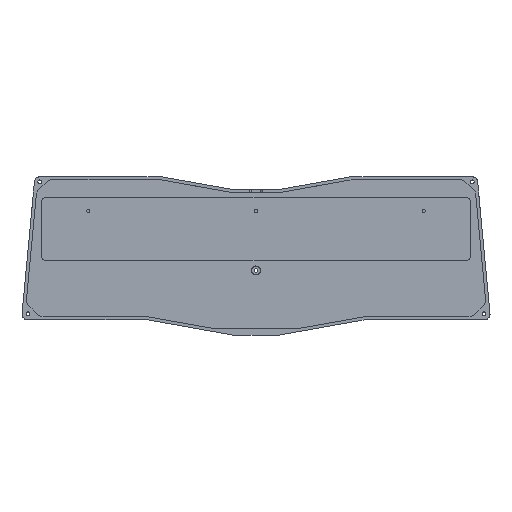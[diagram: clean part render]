
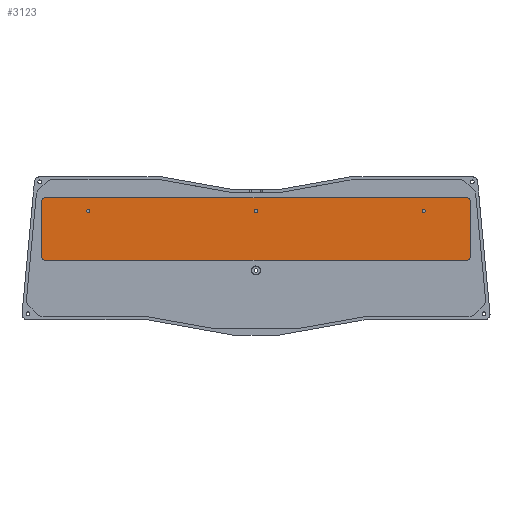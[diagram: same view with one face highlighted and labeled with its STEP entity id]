
A CAD part, top view. The second image highlights one B-rep face of the part: STEP entity #3123.
In plain terms, the highlighted planar face has unit normal (0, 0, 1).
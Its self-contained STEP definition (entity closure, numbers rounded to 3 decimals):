
#115=FACE_BOUND('',#571,.T.);
#116=FACE_BOUND('',#572,.T.);
#117=FACE_BOUND('',#573,.T.);
#196=PLANE('',#3400);
#369=FACE_OUTER_BOUND('',#570,.T.);
#570=EDGE_LOOP('',(#2820,#2821,#2822,#2823,#2824,#2825,#2826,#2827));
#571=EDGE_LOOP('',(#2828));
#572=EDGE_LOOP('',(#2829));
#573=EDGE_LOOP('',(#2830));
#865=LINE('',#5666,#1150);
#866=LINE('',#5670,#1151);
#867=LINE('',#5674,#1152);
#868=LINE('',#5677,#1153);
#1150=VECTOR('',#4190,10.);
#1151=VECTOR('',#4193,10.);
#1152=VECTOR('',#4196,10.);
#1153=VECTOR('',#4199,10.);
#1240=CIRCLE('',#3341,1.25);
#1242=CIRCLE('',#3345,1.25);
#1244=CIRCLE('',#3349,1.25);
#1267=CIRCLE('',#3401,3.25);
#1268=CIRCLE('',#3402,3.25);
#1269=CIRCLE('',#3403,3.25);
#1270=CIRCLE('',#3404,3.25);
#1504=VERTEX_POINT('',#5500);
#1506=VERTEX_POINT('',#5507);
#1508=VERTEX_POINT('',#5514);
#1551=VERTEX_POINT('',#5662);
#1552=VERTEX_POINT('',#5663);
#1553=VERTEX_POINT('',#5665);
#1554=VERTEX_POINT('',#5667);
#1555=VERTEX_POINT('',#5669);
#1556=VERTEX_POINT('',#5671);
#1557=VERTEX_POINT('',#5673);
#1558=VERTEX_POINT('',#5675);
#1907=EDGE_CURVE('',#1504,#1504,#1240,.T.);
#1910=EDGE_CURVE('',#1506,#1506,#1242,.T.);
#1913=EDGE_CURVE('',#1508,#1508,#1244,.T.);
#1989=EDGE_CURVE('',#1551,#1552,#1267,.T.);
#1990=EDGE_CURVE('',#1553,#1551,#865,.T.);
#1991=EDGE_CURVE('',#1554,#1553,#1268,.T.);
#1992=EDGE_CURVE('',#1555,#1554,#866,.T.);
#1993=EDGE_CURVE('',#1556,#1555,#1269,.T.);
#1994=EDGE_CURVE('',#1557,#1556,#867,.T.);
#1995=EDGE_CURVE('',#1558,#1557,#1270,.T.);
#1996=EDGE_CURVE('',#1552,#1558,#868,.T.);
#2820=ORIENTED_EDGE('',*,*,#1989,.F.);
#2821=ORIENTED_EDGE('',*,*,#1990,.F.);
#2822=ORIENTED_EDGE('',*,*,#1991,.F.);
#2823=ORIENTED_EDGE('',*,*,#1992,.F.);
#2824=ORIENTED_EDGE('',*,*,#1993,.F.);
#2825=ORIENTED_EDGE('',*,*,#1994,.F.);
#2826=ORIENTED_EDGE('',*,*,#1995,.F.);
#2827=ORIENTED_EDGE('',*,*,#1996,.F.);
#2828=ORIENTED_EDGE('',*,*,#1907,.T.);
#2829=ORIENTED_EDGE('',*,*,#1910,.T.);
#2830=ORIENTED_EDGE('',*,*,#1913,.T.);
#3123=ADVANCED_FACE('',(#369,#115,#116,#117),#196,.T.);
#3341=AXIS2_PLACEMENT_3D('',#5501,#4013,#4014);
#3345=AXIS2_PLACEMENT_3D('',#5508,#4022,#4023);
#3349=AXIS2_PLACEMENT_3D('',#5515,#4031,#4032);
#3400=AXIS2_PLACEMENT_3D('',#5661,#4186,#4187);
#3401=AXIS2_PLACEMENT_3D('',#5664,#4188,#4189);
#3402=AXIS2_PLACEMENT_3D('',#5668,#4191,#4192);
#3403=AXIS2_PLACEMENT_3D('',#5672,#4194,#4195);
#3404=AXIS2_PLACEMENT_3D('',#5676,#4197,#4198);
#4013=DIRECTION('center_axis',(0.,0.,
-1.));
#4014=DIRECTION('ref_axis',(-1.,0.,0.));
#4022=DIRECTION('center_axis',(0.,0.,
-1.));
#4023=DIRECTION('ref_axis',(-1.,0.,0.));
#4031=DIRECTION('center_axis',(0.,0.,
-1.));
#4032=DIRECTION('ref_axis',(-1.,0.,0.));
#4186=DIRECTION('center_axis',(0.,0.,
1.));
#4187=DIRECTION('ref_axis',(-1.,0.,0.));
#4188=DIRECTION('center_axis',(0.,0.,
-1.));
#4189=DIRECTION('ref_axis',(0.,-1.,0.));
#4190=DIRECTION('',(0.,-1.,0.));
#4191=DIRECTION('center_axis',(0.,0.,
-1.));
#4192=DIRECTION('ref_axis',(1.,0.,0.));
#4193=DIRECTION('',(1.,0.,0.));
#4194=DIRECTION('center_axis',(0.,0.,
-1.));
#4195=DIRECTION('ref_axis',(0.,1.,0.));
#4196=DIRECTION('',(0.,1.,0.));
#4197=DIRECTION('center_axis',(0.,0.,
-1.));
#4198=DIRECTION('ref_axis',(-1.,0.,0.));
#4199=DIRECTION('',(-1.,0.,0.));
#5500=CARTESIAN_POINT('',(-128.746,46.125,-8.125));
#5501=CARTESIAN_POINT('Origin',(-129.996,46.125,-8.125));
#5507=CARTESIAN_POINT('',(1.254,46.125,-8.125));
#5508=CARTESIAN_POINT('Origin',(0.004,46.125,-8.125));
#5514=CARTESIAN_POINT('',(131.254,46.125,-8.125));
#5515=CARTESIAN_POINT('Origin',(130.004,46.125,-8.125));
#5661=CARTESIAN_POINT('Origin',(0.004,32.125,-8.125));
#5662=CARTESIAN_POINT('',(166.254,11.125,-8.125));
#5663=CARTESIAN_POINT('',(163.004,7.875,-8.125));
#5664=CARTESIAN_POINT('Origin',(163.004,11.125,-8.125));
#5665=CARTESIAN_POINT('',(166.254,53.125,-8.125));
#5666=CARTESIAN_POINT('',(166.254,42.625,-8.125));
#5667=CARTESIAN_POINT('',(163.004,56.375,-8.125));
#5668=CARTESIAN_POINT('Origin',(163.004,53.125,-8.125));
#5669=CARTESIAN_POINT('',(-162.996,56.375,-8.125));
#5670=CARTESIAN_POINT('',(-81.496,56.375,-8.125));
#5671=CARTESIAN_POINT('',(-166.246,53.125,-8.125));
#5672=CARTESIAN_POINT('Origin',(-162.996,53.125,-8.125));
#5673=CARTESIAN_POINT('',(-166.246,11.125,-8.125));
#5674=CARTESIAN_POINT('',(-166.246,21.625,-8.125));
#5675=CARTESIAN_POINT('',(-162.996,7.875,-8.125));
#5676=CARTESIAN_POINT('Origin',(-162.996,11.125,-8.125));
#5677=CARTESIAN_POINT('',(81.504,7.875,-8.125));
